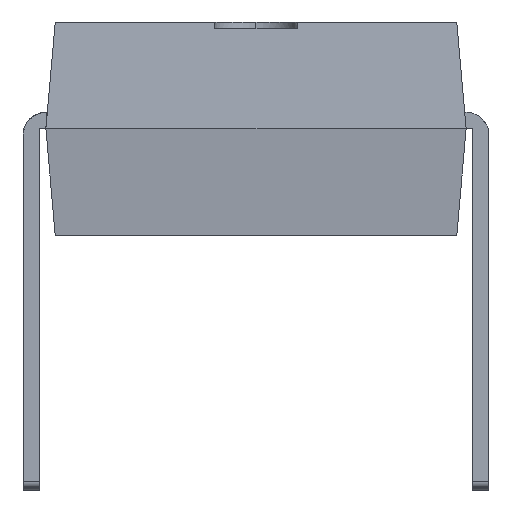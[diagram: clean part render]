
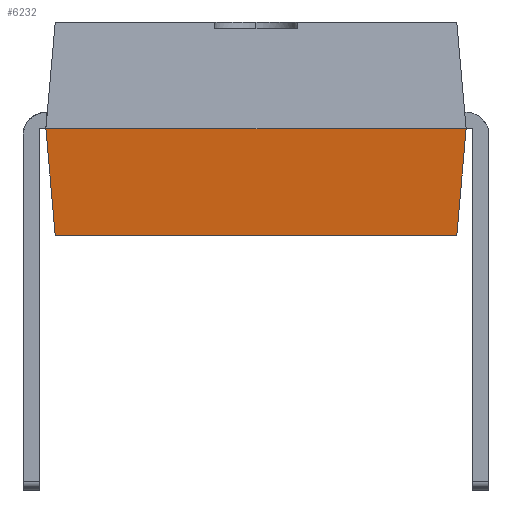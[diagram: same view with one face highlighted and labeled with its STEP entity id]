
A CAD part, left-side view. The second image highlights one B-rep face of the part: STEP entity #6232.
In plain terms, the highlighted planar face has unit normal (-0.996, 0, -0.087).
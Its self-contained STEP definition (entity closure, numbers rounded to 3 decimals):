
#289 = VERTEX_POINT ( 'NONE', #8328 ) ;
#423 = VERTEX_POINT ( 'NONE', #5171 ) ;
#684 = EDGE_CURVE ( 'NONE', #3874, #289, #6434, .T. ) ;
#967 = PLANE ( 'NONE',  #10929 ) ;
#1085 = FACE_OUTER_BOUND ( 'NONE', #8371, .T. ) ;
#1222 = VECTOR ( 'NONE', #7042, 1000. ) ;
#1241 = VERTEX_POINT ( 'NONE', #4210 ) ;
#2333 = VECTOR ( 'NONE', #9302, 1000. ) ;
#2377 = ORIENTED_EDGE ( 'NONE', *, *, #2388, .F. ) ;
#2388 = EDGE_CURVE ( 'NONE', #1241, #289, #7531, .T. ) ;
#2573 = CARTESIAN_POINT ( 'NONE',  ( 0.142, 0.142, -1.625 ) ) ;
#2708 = EDGE_CURVE ( 'NONE', #423, #3874, #4937, .T. ) ;
#2933 = DIRECTION ( 'NONE',  ( -0.087, 0., 0.996 ) ) ;
#3874 = VERTEX_POINT ( 'NONE', #2573 ) ;
#4062 = ORIENTED_EDGE ( 'NONE', *, *, #10289, .F. ) ;
#4210 = CARTESIAN_POINT ( 'NONE',  ( 0., 6.4, 0. ) ) ;
#4793 = CARTESIAN_POINT ( 'NONE',  ( 0., 6.4, 0. ) ) ;
#4937 = LINE ( 'NONE', #6366, #2333 ) ;
#5171 = CARTESIAN_POINT ( 'NONE',  ( 0.142, 6.258, -1.625 ) ) ;
#5641 = VECTOR ( 'NONE', #10567, 1000. ) ;
#6196 = ORIENTED_EDGE ( 'NONE', *, *, #684, .T. ) ;
#6232 = ADVANCED_FACE ( 'NONE', ( #1085 ), #967, .T. ) ;
#6366 = CARTESIAN_POINT ( 'NONE',  ( 0.142, 0., -1.625 ) ) ;
#6434 = LINE ( 'NONE', #9000, #1222 ) ;
#7042 = DIRECTION ( 'NONE',  ( -0.087, -0.087, 0.992 ) ) ;
#7531 = LINE ( 'NONE', #8495, #12106 ) ;
#8241 = LINE ( 'NONE', #4793, #5641 ) ;
#8328 = CARTESIAN_POINT ( 'NONE',  ( 0., 0., 0. ) ) ;
#8371 = EDGE_LOOP ( 'NONE', ( #2377, #4062, #12503, #6196 ) ) ;
#8495 = CARTESIAN_POINT ( 'NONE',  ( 0., 0., 0. ) ) ;
#8787 = DIRECTION ( 'NONE',  ( -0.996, 0., -0.087 ) ) ;
#9000 = CARTESIAN_POINT ( 'NONE',  ( 0., 0., 0. ) ) ;
#9302 = DIRECTION ( 'NONE',  ( 0., -1., 0. ) ) ;
#10289 = EDGE_CURVE ( 'NONE', #423, #1241, #8241, .T. ) ;
#10567 = DIRECTION ( 'NONE',  ( -0.087, 0.087, 0.992 ) ) ;
#10929 = AXIS2_PLACEMENT_3D ( 'NONE', #11662, #8787, #2933 ) ;
#11662 = CARTESIAN_POINT ( 'NONE',  ( 0., 0., 0. ) ) ;
#12106 = VECTOR ( 'NONE', #12355, 1000. ) ;
#12355 = DIRECTION ( 'NONE',  ( 0., -1., 0. ) ) ;
#12503 = ORIENTED_EDGE ( 'NONE', *, *, #2708, .T. ) ;
